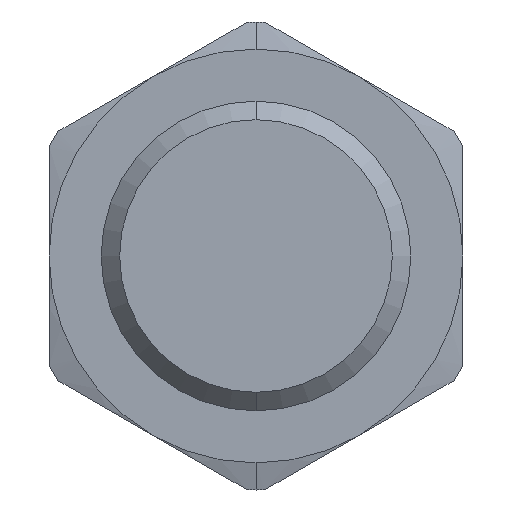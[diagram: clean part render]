
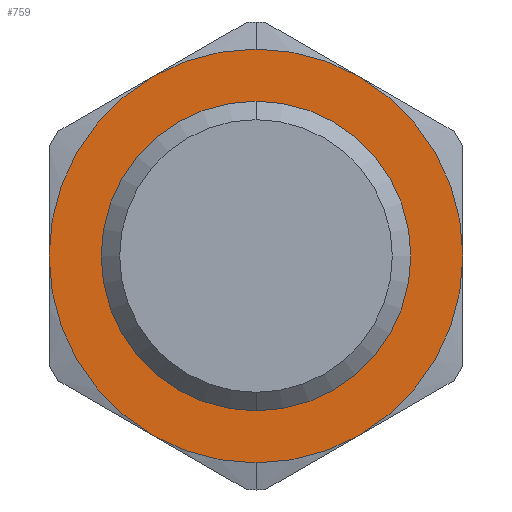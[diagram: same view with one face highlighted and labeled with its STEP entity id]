
A CAD part, front view. The second image highlights one B-rep face of the part: STEP entity #759.
In plain terms, the highlighted planar face has unit normal (0, -1, 0).
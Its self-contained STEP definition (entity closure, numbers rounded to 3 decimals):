
#465=CARTESIAN_POINT('',(3.25,6.7,-5.629));
#466=VERTEX_POINT('',#465);
#502=CARTESIAN_POINT('',(6.5,6.7,0.));
#503=VERTEX_POINT('',#502);
#504=CARTESIAN_POINT('',(0.,6.7,0.));
#505=DIRECTION('',(-0.,-1.,-0.));
#506=DIRECTION('',(0.,-0.,1.));
#507=AXIS2_PLACEMENT_3D('',#504,#505,#506);
#508=CIRCLE('',#507,6.5);
#509=EDGE_CURVE('',#466,#503,#508,.T.);
#535=CARTESIAN_POINT('',(-6.5,6.7,-0.));
#536=VERTEX_POINT('',#535);
#561=CARTESIAN_POINT('',(-3.25,6.7,5.629));
#562=VERTEX_POINT('',#561);
#651=CARTESIAN_POINT('',(-0.,6.7,4.864));
#652=VERTEX_POINT('',#651);
#666=CARTESIAN_POINT('',(-0.,6.7,-4.864));
#667=VERTEX_POINT('',#666);
#674=CARTESIAN_POINT('',(0.,6.7,0.));
#675=DIRECTION('',(0.,-1.,0.));
#676=DIRECTION('',(0.,0.,-1.));
#677=AXIS2_PLACEMENT_3D('',#674,#675,#676);
#678=CIRCLE('',#677,4.864);
#679=EDGE_CURVE('',#667,#652,#678,.T.);
#684=CARTESIAN_POINT('',(6.5,6.7,0.));
#685=DIRECTION('',(0.,1.,0.));
#686=DIRECTION('',(0.,0.,1.));
#687=AXIS2_PLACEMENT_3D('',#684,#685,#686);
#688=PLANE('',#687);
#689=CARTESIAN_POINT('',(0.,6.7,0.));
#690=DIRECTION('',(0.,-1.,0.));
#691=DIRECTION('',(0.,0.,-1.));
#692=AXIS2_PLACEMENT_3D('',#689,#690,#691);
#693=CIRCLE('',#692,4.864);
#694=EDGE_CURVE('',#652,#667,#693,.T.);
#695=ORIENTED_EDGE('',*,*,#694,.F.);
#696=ORIENTED_EDGE('',*,*,#679,.F.);
#697=EDGE_LOOP('',(#695,#696));
#698=FACE_BOUND('',#697,.T.);
#699=ORIENTED_EDGE('',*,*,#509,.T.);
#700=CARTESIAN_POINT('',(3.25,6.7,5.629));
#701=VERTEX_POINT('',#700);
#702=CARTESIAN_POINT('',(0.,6.7,0.));
#703=DIRECTION('',(0.,-1.,0.));
#704=DIRECTION('',(0.,0.,1.));
#705=AXIS2_PLACEMENT_3D('',#702,#703,#704);
#706=CIRCLE('',#705,6.5);
#707=EDGE_CURVE('',#503,#701,#706,.T.);
#708=ORIENTED_EDGE('',*,*,#707,.T.);
#709=CARTESIAN_POINT('',(0.,6.7,6.5));
#710=VERTEX_POINT('',#709);
#711=CARTESIAN_POINT('',(0.,6.7,0.));
#712=DIRECTION('',(0.,-1.,0.));
#713=DIRECTION('',(0.,0.,1.));
#714=AXIS2_PLACEMENT_3D('',#711,#712,#713);
#715=CIRCLE('',#714,6.5);
#716=EDGE_CURVE('',#701,#710,#715,.T.);
#717=ORIENTED_EDGE('',*,*,#716,.T.);
#718=CARTESIAN_POINT('',(0.,6.7,0.));
#719=DIRECTION('',(0.,-1.,0.));
#720=DIRECTION('',(0.,0.,1.));
#721=AXIS2_PLACEMENT_3D('',#718,#719,#720);
#722=CIRCLE('',#721,6.5);
#723=EDGE_CURVE('',#710,#562,#722,.T.);
#724=ORIENTED_EDGE('',*,*,#723,.T.);
#725=CARTESIAN_POINT('',(0.,6.7,0.));
#726=DIRECTION('',(0.,-1.,0.));
#727=DIRECTION('',(0.,0.,1.));
#728=AXIS2_PLACEMENT_3D('',#725,#726,#727);
#729=CIRCLE('',#728,6.5);
#730=EDGE_CURVE('',#562,#536,#729,.T.);
#731=ORIENTED_EDGE('',*,*,#730,.T.);
#732=CARTESIAN_POINT('',(-3.25,6.7,-5.629));
#733=VERTEX_POINT('',#732);
#734=CARTESIAN_POINT('',(0.,6.7,0.));
#735=DIRECTION('',(0.,-1.,0.));
#736=DIRECTION('',(0.,0.,1.));
#737=AXIS2_PLACEMENT_3D('',#734,#735,#736);
#738=CIRCLE('',#737,6.5);
#739=EDGE_CURVE('',#536,#733,#738,.T.);
#740=ORIENTED_EDGE('',*,*,#739,.T.);
#741=CARTESIAN_POINT('',(0.,6.7,-6.5));
#742=VERTEX_POINT('',#741);
#743=CARTESIAN_POINT('',(0.,6.7,0.));
#744=DIRECTION('',(0.,-1.,0.));
#745=DIRECTION('',(0.,0.,1.));
#746=AXIS2_PLACEMENT_3D('',#743,#744,#745);
#747=CIRCLE('',#746,6.5);
#748=EDGE_CURVE('',#733,#742,#747,.T.);
#749=ORIENTED_EDGE('',*,*,#748,.T.);
#750=CARTESIAN_POINT('',(0.,6.7,0.));
#751=DIRECTION('',(0.,-1.,0.));
#752=DIRECTION('',(0.,0.,1.));
#753=AXIS2_PLACEMENT_3D('',#750,#751,#752);
#754=CIRCLE('',#753,6.5);
#755=EDGE_CURVE('',#742,#466,#754,.T.);
#756=ORIENTED_EDGE('',*,*,#755,.T.);
#757=EDGE_LOOP('',(#699,#708,#717,#724,#731,#740,#749,#756));
#758=FACE_BOUND('',#757,.T.);
#759=ADVANCED_FACE('',(#698,#758),#688,.F.);
